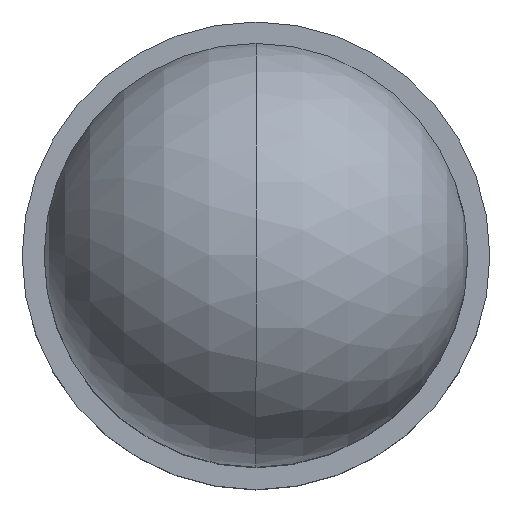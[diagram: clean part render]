
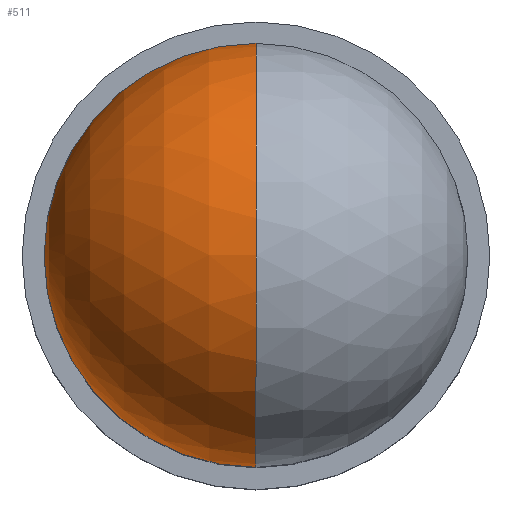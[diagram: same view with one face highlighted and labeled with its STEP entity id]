
A CAD part, top view. The second image highlights one B-rep face of the part: STEP entity #511.
In plain terms, the highlighted spherical face has radius 1.45 mm.
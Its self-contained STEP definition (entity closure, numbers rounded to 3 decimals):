
#82 = AXIS2_PLACEMENT_3D ( 'NONE', #1581, #719, #1422 ) ;
#122 = AXIS2_PLACEMENT_3D ( 'NONE', #913, #1067, #514 ) ;
#252 = AXIS2_PLACEMENT_3D ( 'NONE', #1070, #1636, #527 ) ;
#332 = VERTEX_POINT ( 'NONE', #1781 ) ;
#356 = EDGE_CURVE ( 'NONE', #332, #446, #1038, .T. ) ;
#395 = ORIENTED_EDGE ( 'NONE', *, *, #356, .F. ) ;
#403 = EDGE_CURVE ( 'NONE', #332, #876, #861, .T. ) ;
#436 = EDGE_CURVE ( 'NONE', #1118, #446, #1269, .T. ) ;
#446 = VERTEX_POINT ( 'NONE', #578 ) ;
#447 = DIRECTION ( 'NONE',  ( 0., 0., 1. ) ) ;
#463 = CARTESIAN_POINT ( 'NONE',  ( 0., 0., 0. ) ) ;
#466 = AXIS2_PLACEMENT_3D ( 'NONE', #463, #997, #1739 ) ;
#495 = CARTESIAN_POINT ( 'NONE',  ( 0., -1.45, 0. ) ) ;
#511 = ADVANCED_FACE ( 'NONE', ( #757 ), #1610, .T. ) ;
#514 = DIRECTION ( 'NONE',  ( 0., 1., 0. ) ) ;
#527 = DIRECTION ( 'NONE',  ( 0., 0., -1. ) ) ;
#543 = CIRCLE ( 'NONE', #1197, 1.45 ) ;
#552 = EDGE_LOOP ( 'NONE', ( #1639, #803, #603, #395 ) ) ;
#578 = CARTESIAN_POINT ( 'NONE',  ( 0., 0., 1.45 ) ) ;
#603 = ORIENTED_EDGE ( 'NONE', *, *, #436, .T. ) ;
#719 = DIRECTION ( 'NONE',  ( 0., 0., 1. ) ) ;
#757 = FACE_OUTER_BOUND ( 'NONE', #552, .T. ) ;
#803 = ORIENTED_EDGE ( 'NONE', *, *, #1811, .T. ) ;
#861 = CIRCLE ( 'NONE', #82, 1.45 ) ;
#876 = VERTEX_POINT ( 'NONE', #1475 ) ;
#913 = CARTESIAN_POINT ( 'NONE',  ( 0., 0., 0. ) ) ;
#976 = DIRECTION ( 'NONE',  ( 1., 0., 0. ) ) ;
#997 = DIRECTION ( 'NONE',  ( -1., 0., 0. ) ) ;
#1038 = CIRCLE ( 'NONE', #252, 1.45 ) ;
#1067 = DIRECTION ( 'NONE',  ( -1., 0., 0. ) ) ;
#1070 = CARTESIAN_POINT ( 'NONE',  ( 0., 0., 0. ) ) ;
#1118 = VERTEX_POINT ( 'NONE', #495 ) ;
#1197 = AXIS2_PLACEMENT_3D ( 'NONE', #1536, #447, #976 ) ;
#1269 = CIRCLE ( 'NONE', #466, 1.45 ) ;
#1422 = DIRECTION ( 'NONE',  ( 1., 0., 0. ) ) ;
#1475 = CARTESIAN_POINT ( 'NONE',  ( -1.45, 0., 0. ) ) ;
#1536 = CARTESIAN_POINT ( 'NONE',  ( 0., 0., 0. ) ) ;
#1581 = CARTESIAN_POINT ( 'NONE',  ( 0., 0., 0. ) ) ;
#1610 = SPHERICAL_SURFACE ( 'NONE', #122, 1.45 ) ;
#1636 = DIRECTION ( 'NONE',  ( 1., 0., 0. ) ) ;
#1639 = ORIENTED_EDGE ( 'NONE', *, *, #403, .T. ) ;
#1739 = DIRECTION ( 'NONE',  ( 0., -1., 0. ) ) ;
#1781 = CARTESIAN_POINT ( 'NONE',  ( 0., 1.45, 0. ) ) ;
#1811 = EDGE_CURVE ( 'NONE', #876, #1118, #543, .T. ) ;
